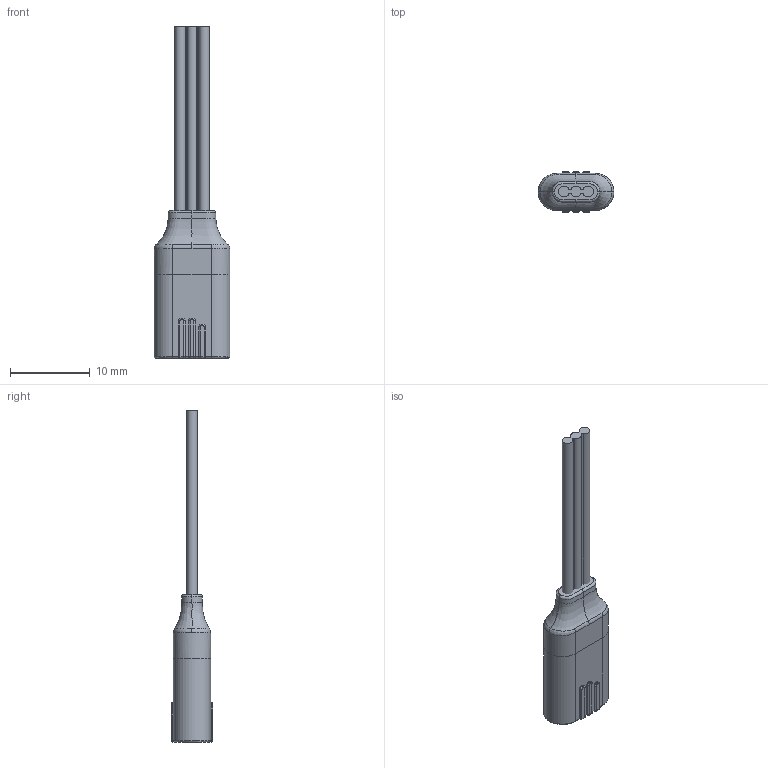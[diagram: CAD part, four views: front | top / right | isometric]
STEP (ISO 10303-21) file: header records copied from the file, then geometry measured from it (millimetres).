
FILE_DESCRIPTION(/* description */ (''),/* implementation_level */ '2;1');
FILE_NAME(/* name */ 'JACDAC_cable_connector.step',/* time_stamp */ '2021-09-08T15:01:40+01:00',/* author */ (''),/* organization */ (''),/* preprocessor_version */ 'ST-DEVELOPER v18.1',/* originating_system */ 'Autodesk Translation Framework v10.10.0.1391',/* authorisation */ '');
FILE_SCHEMA (('AUTOMOTIVE_DESIGN { 1 0 10303 214 3 1 1 }'));
Length unit declared in the file: millimetre
Products named in the file (8): JACDAC_connector_20210625; PRT0001; Double slot cable connector v2; ASM0001_ASM; PRT0004; PRT0003 (1); PRT0002 (1); PRT0005
Assembly tree (10 placements, depth 4):
  JACDAC_connector_20210625
    PRT0001
    Double slot cable connector v2
      ASM0001_ASM
        PRT0003 (1)  x2
        PRT0002 (1)  x3
        PRT0004
      PRT0005
Bounding box: 9.5 x 5.15 x 41.63 mm (x, y, z)
Volume: 675.3 mm3; surface area: 1548.7 mm2
Topology: 8 solids, 8 shells, 561 faces, 1560 edges, 1006 vertices
Faces by surface type: plane 288, cylinder 227, bspline 20, torus 14, sphere 12
Entity records: 20059 total; most frequent: CARTESIAN_POINT 9593, ORIENTED_EDGE 2184, DIRECTION 2140, EDGE_CURVE 1092, LINE 750, VECTOR 750, AXIS2_PLACEMENT_3D 695, VERTEX_POINT 694
